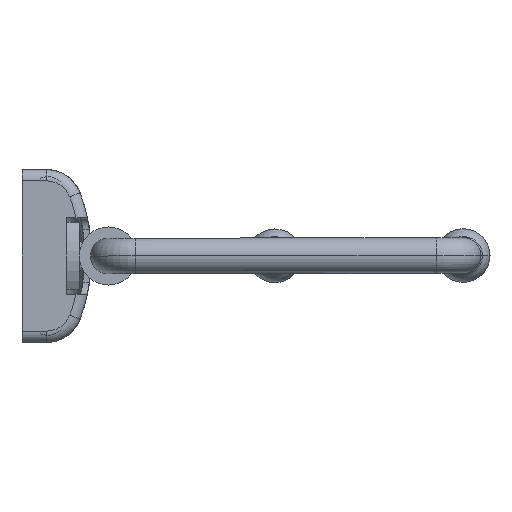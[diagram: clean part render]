
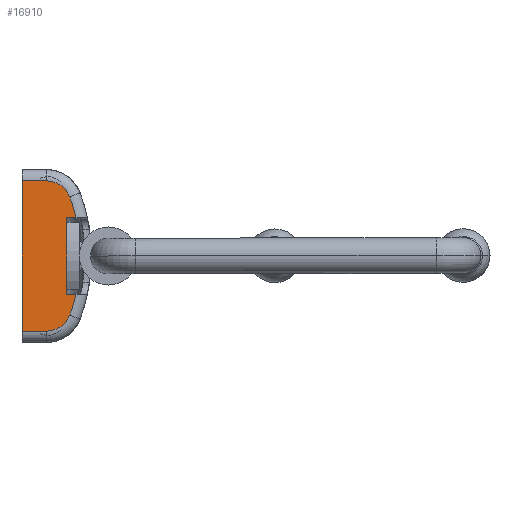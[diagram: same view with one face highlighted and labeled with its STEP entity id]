
A CAD part, left-side view. The second image highlights one B-rep face of the part: STEP entity #16910.
In plain terms, the highlighted planar face has unit normal (1, 0, 0).
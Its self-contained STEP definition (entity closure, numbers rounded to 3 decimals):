
#943=FACE_OUTER_BOUND('',#1584,.T.);
#1584=EDGE_LOOP('',(#14764,#14765,#14766,#14767,#14768,#14769,#14770,#14771,
#14772,#14773));
#2379=CIRCLE('',#19164,37.5);
#2380=CIRCLE('',#19165,5.5);
#2381=CIRCLE('',#19166,5.5);
#2382=CIRCLE('',#19167,37.5);
#4167=LINE('',#36105,#6115);
#4168=LINE('',#36107,#6116);
#4169=LINE('',#36109,#6117);
#4170=LINE('',#36115,#6118);
#4171=LINE('',#36117,#6119);
#4172=LINE('',#36119,#6120);
#6115=VECTOR('',#22735,2.024);
#6116=VECTOR('',#22736,17.);
#6117=VECTOR('',#22737,2.024);
#6118=VECTOR('',#22742,5.457);
#6119=VECTOR('',#22743,33.5);
#6120=VECTOR('',#22744,5.457);
#8741=VERTEX_POINT('',#36103);
#8742=VERTEX_POINT('',#36104);
#8743=VERTEX_POINT('',#36106);
#8744=VERTEX_POINT('',#36108);
#8745=VERTEX_POINT('',#36110);
#8746=VERTEX_POINT('',#36112);
#8747=VERTEX_POINT('',#36114);
#8748=VERTEX_POINT('',#36116);
#8749=VERTEX_POINT('',#36118);
#8750=VERTEX_POINT('',#36120);
#11752=EDGE_CURVE('',#8741,#8742,#4167,.T.);
#11753=EDGE_CURVE('',#8742,#8743,#4168,.T.);
#11754=EDGE_CURVE('',#8743,#8744,#4169,.T.);
#11755=EDGE_CURVE('',#8744,#8745,#2379,.T.);
#11756=EDGE_CURVE('',#8745,#8746,#2380,.T.);
#11757=EDGE_CURVE('',#8746,#8747,#4170,.T.);
#11758=EDGE_CURVE('',#8747,#8748,#4171,.T.);
#11759=EDGE_CURVE('',#8748,#8749,#4172,.T.);
#11760=EDGE_CURVE('',#8749,#8750,#2381,.T.);
#11761=EDGE_CURVE('',#8750,#8741,#2382,.T.);
#14764=ORIENTED_EDGE('',*,*,#11752,.T.);
#14765=ORIENTED_EDGE('',*,*,#11753,.T.);
#14766=ORIENTED_EDGE('',*,*,#11754,.T.);
#14767=ORIENTED_EDGE('',*,*,#11755,.T.);
#14768=ORIENTED_EDGE('',*,*,#11756,.T.);
#14769=ORIENTED_EDGE('',*,*,#11757,.T.);
#14770=ORIENTED_EDGE('',*,*,#11758,.T.);
#14771=ORIENTED_EDGE('',*,*,#11759,.T.);
#14772=ORIENTED_EDGE('',*,*,#11760,.T.);
#14773=ORIENTED_EDGE('',*,*,#11761,.T.);
#15834=PLANE('',#19163);
#16910=ADVANCED_FACE('',(#943),#15834,.F.);
#19163=AXIS2_PLACEMENT_3D('',#36102,#22733,#22734);
#19164=AXIS2_PLACEMENT_3D('',#36111,#22738,#22739);
#19165=AXIS2_PLACEMENT_3D('',#36113,#22740,#22741);
#19166=AXIS2_PLACEMENT_3D('',#36121,#22745,#22746);
#19167=AXIS2_PLACEMENT_3D('',#36122,#22747,#22748);
#22733=DIRECTION('center_axis',(-1.,0.,0.));
#22734=DIRECTION('ref_axis',(0.,0.,-1.));
#22735=DIRECTION('',(0.,1.,0.));
#22736=DIRECTION('',(0.,0.,-1.));
#22737=DIRECTION('',(0.,-1.,0.));
#22738=DIRECTION('center_axis',(1.,0.,0.));
#22739=DIRECTION('ref_axis',(0.,-0.936,-0.352));
#22740=DIRECTION('center_axis',(1.,0.,0.));
#22741=DIRECTION('ref_axis',(0.,0.,-1.));
#22742=DIRECTION('',(0.,1.,0.));
#22743=DIRECTION('',(0.,0.,1.));
#22744=DIRECTION('',(0.,-1.,0.));
#22745=DIRECTION('center_axis',(1.,0.,0.));
#22746=DIRECTION('ref_axis',(0.,-0.936,0.352));
#22747=DIRECTION('center_axis',(1.,0.,0.));
#22748=DIRECTION('ref_axis',(0.,-0.974,0.227));
#36102=CARTESIAN_POINT('Origin',(-242.,0.584,0.));
#36103=CARTESIAN_POINT('',(-242.,-12.024,8.5));
#36104=CARTESIAN_POINT('',(-242.,-10.,8.5));
#36105=CARTESIAN_POINT('',(-242.,-12.024,8.5));
#36106=CARTESIAN_POINT('',(-242.,-10.,-8.5));
#36107=CARTESIAN_POINT('',(-242.,-10.,8.5));
#36108=CARTESIAN_POINT('',(-242.,-12.024,-8.5));
#36109=CARTESIAN_POINT('',(-242.,-12.024,-8.5));
#36110=CARTESIAN_POINT('',(-242.,-10.606,-13.184));
#36111=CARTESIAN_POINT('Origin',(-242.,24.5,0.));
#36112=CARTESIAN_POINT('',(-242.,-5.457,-16.75));
#36113=CARTESIAN_POINT('Origin',(-242.,-5.457,-11.25));
#36114=CARTESIAN_POINT('',(-242.,0.,-16.75));
#36115=CARTESIAN_POINT('',(-242.,0.,-16.75));
#36116=CARTESIAN_POINT('',(-242.,0.,16.75));
#36117=CARTESIAN_POINT('',(-242.,0.,16.75));
#36118=CARTESIAN_POINT('',(-242.,-5.457,16.75));
#36119=CARTESIAN_POINT('',(-242.,-5.457,16.75));
#36120=CARTESIAN_POINT('',(-242.,-10.606,13.184));
#36121=CARTESIAN_POINT('Origin',(-242.,-5.457,11.25));
#36122=CARTESIAN_POINT('Origin',(-242.,24.5,0.));
